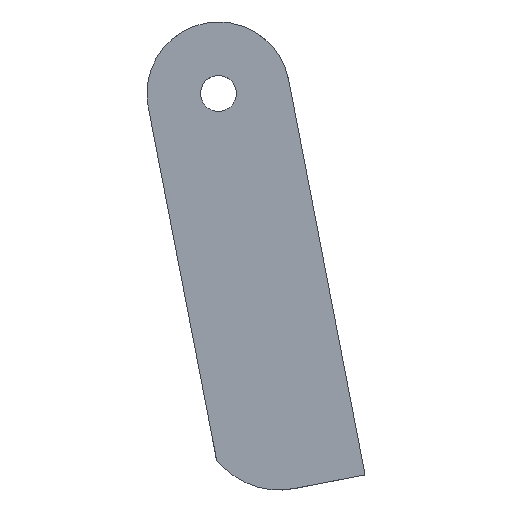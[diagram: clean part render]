
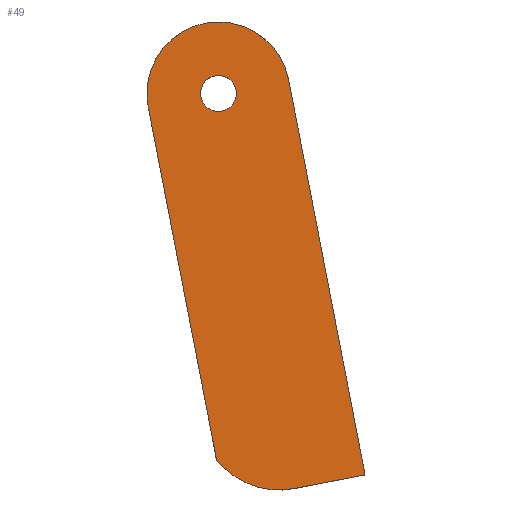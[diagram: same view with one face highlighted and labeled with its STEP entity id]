
A CAD part, top view. The second image highlights one B-rep face of the part: STEP entity #49.
In plain terms, the highlighted planar face has unit normal (0, 0, 1).
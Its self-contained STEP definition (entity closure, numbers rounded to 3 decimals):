
#1 = LINE ( 'NONE', #322, #318 ) ;
#13 = VERTEX_POINT ( 'NONE', #56 ) ;
#17 = ORIENTED_EDGE ( 'NONE', *, *, #351, .F. ) ;
#23 = DIRECTION ( 'NONE',  ( 1., 0., 0. ) ) ;
#24 = EDGE_CURVE ( 'NONE', #399, #414, #89, .T. ) ;
#27 = DIRECTION ( 'NONE',  ( 0., 0., 1. ) ) ;
#30 = DIRECTION ( 'NONE',  ( 1., 0., 0. ) ) ;
#31 = VERTEX_POINT ( 'NONE', #118 ) ;
#33 = ORIENTED_EDGE ( 'NONE', *, *, #62, .F. ) ;
#44 = DIRECTION ( 'NONE',  ( 1., 0., 0. ) ) ;
#46 = EDGE_CURVE ( 'NONE', #60, #136, #80, .T. ) ;
#49 = ADVANCED_FACE ( 'NONE', ( #280, #254 ), #345, .T. ) ;
#56 = CARTESIAN_POINT ( 'NONE',  ( -2.358, -90.76, 2.5 ) ) ;
#57 = CARTESIAN_POINT ( 'NONE',  ( 0., 0., 2.5 ) ) ;
#60 = VERTEX_POINT ( 'NONE', #221 ) ;
#62 = EDGE_CURVE ( 'NONE', #414, #230, #1, .T. ) ;
#63 = DIRECTION ( 'NONE',  ( 0.982, 0.19, 0. ) ) ;
#68 = EDGE_CURVE ( 'NONE', #13, #60, #90, .T. ) ;
#80 = CIRCLE ( 'NONE', #150, 5. ) ;
#87 = DIRECTION ( 'NONE',  ( 0., 0., 1. ) ) ;
#89 = CIRCLE ( 'NONE', #387, 5.667 ) ;
#90 = LINE ( 'NONE', #160, #373 ) ;
#95 = EDGE_LOOP ( 'NONE', ( #336, #17 ) ) ;
#102 = CARTESIAN_POINT ( 'NONE',  ( -11.362, -64.063, 2.5 ) ) ;
#118 = CARTESIAN_POINT ( 'NONE',  ( -13.862, -64.063, 2.5 ) ) ;
#120 = CARTESIAN_POINT ( 'NONE',  ( -12.612, -64.063, 2.5 ) ) ;
#121 = DIRECTION ( 'NONE',  ( 0., 0., 1. ) ) ;
#122 = EDGE_CURVE ( 'NONE', #399, #13, #257, .T. ) ;
#126 = AXIS2_PLACEMENT_3D ( 'NONE', #380, #256, #30 ) ;
#136 = VERTEX_POINT ( 'NONE', #200 ) ;
#150 = AXIS2_PLACEMENT_3D ( 'NONE', #313, #121, #23 ) ;
#155 = DIRECTION ( 'NONE',  ( 1., 0., 0. ) ) ;
#160 = CARTESIAN_POINT ( 'NONE',  ( -19.19, -3.711, 2.5 ) ) ;
#166 = AXIS2_PLACEMENT_3D ( 'NONE', #276, #400, #44 ) ;
#194 = ORIENTED_EDGE ( 'NONE', *, *, #46, .T. ) ;
#200 = CARTESIAN_POINT ( 'NONE',  ( -17.612, -64.063, 2.5 ) ) ;
#201 = VERTEX_POINT ( 'NONE', #102 ) ;
#205 = CARTESIAN_POINT ( 'NONE',  ( -7.267, -91.709, 2.5 ) ) ;
#221 = CARTESIAN_POINT ( 'NONE',  ( -7.703, -63.114, 2.5 ) ) ;
#228 = DIRECTION ( 'NONE',  ( 1., 0., 0. ) ) ;
#230 = VERTEX_POINT ( 'NONE', #238 ) ;
#238 = CARTESIAN_POINT ( 'NONE',  ( -17.522, -65.013, 2.5 ) ) ;
#240 = EDGE_CURVE ( 'NONE', #31, #201, #358, .T. ) ;
#252 = CIRCLE ( 'NONE', #126, 5. ) ;
#254 = FACE_BOUND ( 'NONE', #95, .T. ) ;
#256 = DIRECTION ( 'NONE',  ( 0., 0., 1. ) ) ;
#257 = LINE ( 'NONE', #352, #292 ) ;
#261 = AXIS2_PLACEMENT_3D ( 'NONE', #57, #87, #228 ) ;
#275 = CARTESIAN_POINT ( 'NONE',  ( -12.745, -89.713, 2.5 ) ) ;
#276 = CARTESIAN_POINT ( 'NONE',  ( -12.612, -64.063, 2.5 ) ) ;
#280 = FACE_OUTER_BOUND ( 'NONE', #392, .T. ) ;
#285 = CARTESIAN_POINT ( 'NONE',  ( -8.343, -86.145, 2.5 ) ) ;
#292 = VECTOR ( 'NONE', #63, 1000. ) ;
#302 = ORIENTED_EDGE ( 'NONE', *, *, #24, .F. ) ;
#312 = CIRCLE ( 'NONE', #394, 1.25 ) ;
#313 = CARTESIAN_POINT ( 'NONE',  ( -12.612, -64.063, 2.5 ) ) ;
#318 = VECTOR ( 'NONE', #383, 1000. ) ;
#322 = CARTESIAN_POINT ( 'NONE',  ( -29.008, -5.609, 2.5 ) ) ;
#335 = ORIENTED_EDGE ( 'NONE', *, *, #122, .T. ) ;
#336 = ORIENTED_EDGE ( 'NONE', *, *, #240, .F. ) ;
#345 = PLANE ( 'NONE',  #261 ) ;
#348 = DIRECTION ( 'NONE',  ( -0.19, 0.982, 0. ) ) ;
#351 = EDGE_CURVE ( 'NONE', #201, #31, #312, .T. ) ;
#352 = CARTESIAN_POINT ( 'NONE',  ( 16.832, -87.049, 2.5 ) ) ;
#358 = CIRCLE ( 'NONE', #166, 1.25 ) ;
#360 = EDGE_CURVE ( 'NONE', #136, #230, #252, .T. ) ;
#373 = VECTOR ( 'NONE', #348, 1000. ) ;
#380 = CARTESIAN_POINT ( 'NONE',  ( -12.612, -64.063, 2.5 ) ) ;
#383 = DIRECTION ( 'NONE',  ( -0.19, 0.982, 0. ) ) ;
#387 = AXIS2_PLACEMENT_3D ( 'NONE', #285, #416, #411 ) ;
#392 = EDGE_LOOP ( 'NONE', ( #396, #194, #393, #33, #302, #335 ) ) ;
#393 = ORIENTED_EDGE ( 'NONE', *, *, #360, .T. ) ;
#394 = AXIS2_PLACEMENT_3D ( 'NONE', #120, #27, #155 ) ;
#396 = ORIENTED_EDGE ( 'NONE', *, *, #68, .T. ) ;
#399 = VERTEX_POINT ( 'NONE', #205 ) ;
#400 = DIRECTION ( 'NONE',  ( 0., 0., 1. ) ) ;
#411 = DIRECTION ( 'NONE',  ( 1., 0., 0. ) ) ;
#414 = VERTEX_POINT ( 'NONE', #275 ) ;
#416 = DIRECTION ( 'NONE',  ( 0., 0., -1. ) ) ;
